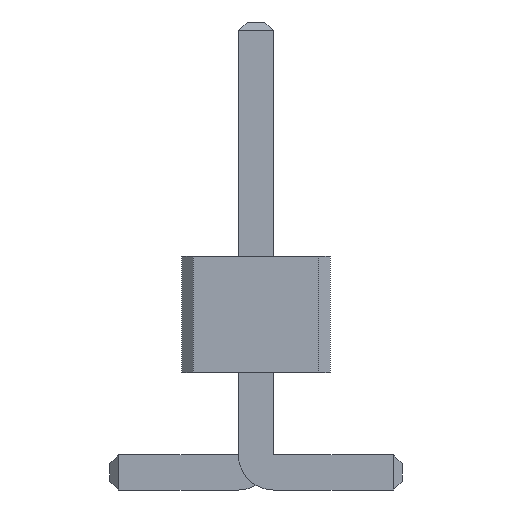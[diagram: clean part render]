
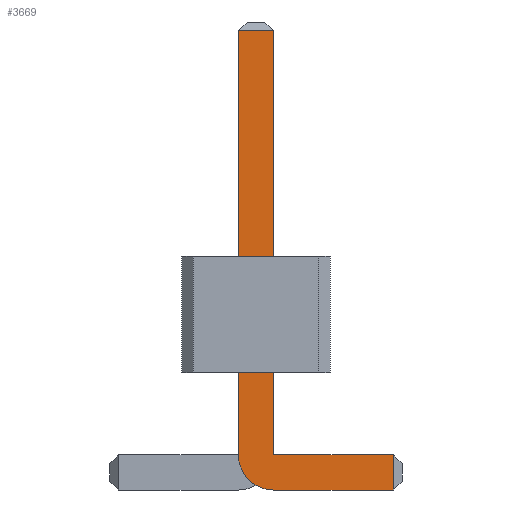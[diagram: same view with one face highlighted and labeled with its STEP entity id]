
A CAD part, front view. The second image highlights one B-rep face of the part: STEP entity #3669.
In plain terms, the highlighted planar face has unit normal (0, -1, 0).
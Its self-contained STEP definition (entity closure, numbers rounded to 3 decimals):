
#67=DIRECTION('',(1.,0.,0.));
#1637=VECTOR('',#67,1.);
#1690=DIRECTION('',(-1.,0.,0.));
#3257=VECTOR('',#1690,1.);
#3478=DIRECTION('',(-0.,1.,0.));
#3479=DIRECTION('',(0.,0.,-1.));
#3486=VECTOR('',#3487,1.);
#3487=DIRECTION('',(0.,0.,1.));
#3498=VECTOR('',#3479,1.);
#3510=DIRECTION('',(0.,1.,0.));
#3511=DIRECTION('',(1.,0.,0.));
#3518=VERTEX_POINT('',#3519);
#3519=CARTESIAN_POINT('',(1.175,-13.65,0.));
#3522=ORIENTED_EDGE('',*,*,#3523,.T.);
#3523=EDGE_CURVE('',#3518,#3524,#3526,.T.);
#3524=VERTEX_POINT('',#3525);
#3525=CARTESIAN_POINT('',(0.15,-13.65,0.));
#3526=LINE('',#3527,#3257);
#3527=CARTESIAN_POINT('',(1.25,-13.65,0.));
#3564=VERTEX_POINT('',#3565);
#3565=CARTESIAN_POINT('',(-0.15,-13.65,0.3));
#3568=EDGE_CURVE('',#3524,#3564,#3569,.T.);
#3569=CIRCLE('',#3570,0.3);
#3570=AXIS2_PLACEMENT_3D('',#3571,#3478,#3479);
#3571=CARTESIAN_POINT('',(0.15,-13.65,0.3));
#3580=VERTEX_POINT('',#3571);
#3582=ORIENTED_EDGE('',*,*,#3583,.T.);
#3583=EDGE_CURVE('',#3580,#3584,#3586,.T.);
#3584=VERTEX_POINT('',#3585);
#3585=CARTESIAN_POINT('',(1.175,-13.65,0.3));
#3586=LINE('',#3571,#1637);
#3596=ORIENTED_EDGE('',*,*,#3597,.T.);
#3597=EDGE_CURVE('',#3564,#3598,#3600,.T.);
#3598=VERTEX_POINT('',#3599);
#3599=CARTESIAN_POINT('',(-0.15,-13.65,3.925));
#3600=LINE('',#3601,#3486);
#3601=CARTESIAN_POINT('',(-0.15,-13.65,0.));
#3614=VERTEX_POINT('',#3615);
#3615=CARTESIAN_POINT('',(0.15,-13.65,3.925));
#3617=ORIENTED_EDGE('',*,*,#3618,.T.);
#3618=EDGE_CURVE('',#3614,#3580,#3619,.T.);
#3619=LINE('',#3620,#3498);
#3620=CARTESIAN_POINT('',(0.15,-13.65,4.));
#3669=ADVANCED_FACE('',(#3670),#3679,.F.);
#3670=FACE_BOUND('',#3671,.F.);
#3671=EDGE_LOOP('',(#3522,#3672,#3596,#3673,#3617,#3582,#3676));
#3672=ORIENTED_EDGE('',*,*,#3568,.T.);
#3673=ORIENTED_EDGE('',*,*,#3674,.T.);
#3674=EDGE_CURVE('',#3598,#3614,#3675,.T.);
#3675=LINE('',#3599,#1637);
#3676=ORIENTED_EDGE('',*,*,#3677,.T.);
#3677=EDGE_CURVE('',#3584,#3518,#3678,.T.);
#3678=LINE('',#3585,#3498);
#3679=PLANE('',#3680);
#3680=AXIS2_PLACEMENT_3D('',#3681,#3510,#3511);
#3681=CARTESIAN_POINT('',(0.173,-13.65,1.623));
